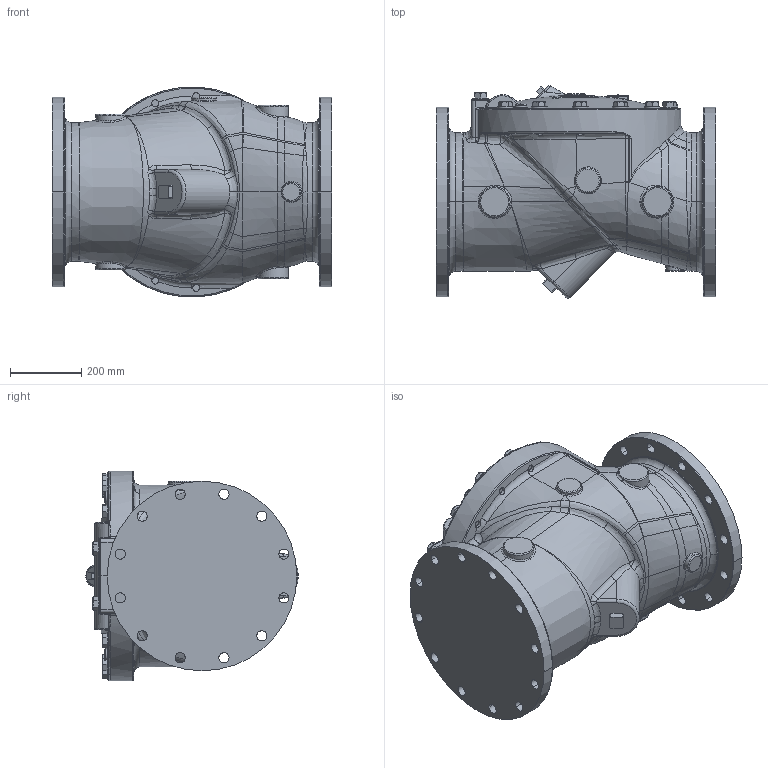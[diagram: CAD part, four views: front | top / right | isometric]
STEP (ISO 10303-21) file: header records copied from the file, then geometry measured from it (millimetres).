
FILE_DESCRIPTION((''),'2;1');
FILE_NAME('514A_SW0001','2020-06-08T10:04:42',('tomb'),(''),'CREO PARAMETRIC BY PTC INC, 2020053','CREO PARAMETRIC BY PTC INC, 2020053','');
FILE_SCHEMA(('CONFIG_CONTROL_DESIGN'));
Length unit declared in the file: inch
Products named in the file (1): 514A_SW0001
Bounding box: 787.4 x 597.41 x 590.44 mm (x, y, z)
Volume: 140651502.2 mm3; surface area: 2181532.4 mm2
Topology: 1 solids, 2 shells, 937 faces, 2177 edges, 1289 vertices
Faces by surface type: bspline 299, plane 201, cylinder 176, torus 150, cone 92, sphere 17, extrusion 2
Entity records: 60252 total; most frequent: CARTESIAN_POINT 40881, ORIENTED_EDGE 4338, DIRECTION 3601, EDGE_CURVE 2169, AXIS2_PLACEMENT_3D 1568, VERTEX_POINT 1289, EDGE_LOOP 1040, FACE_OUTER_BOUND 937
